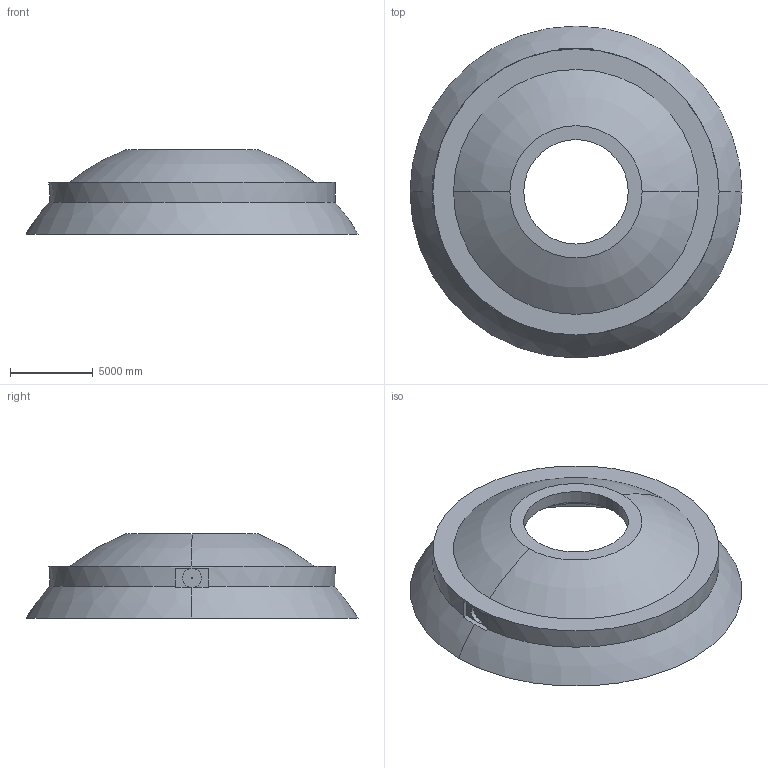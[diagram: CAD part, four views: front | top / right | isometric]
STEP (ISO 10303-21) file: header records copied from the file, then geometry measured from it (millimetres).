
FILE_DESCRIPTION(('produced by SPATIAL CORP'),'2;1');
FILE_NAME( 'inner_mallocta.step.hh.sat.stp','2002-04-22T10:02:37+00:00',( 'SPATIAL CORP'),('SPATIAL CORP'),'ACIS STEP Husk', 'http://www.spatial.com','SPATIAL CORP');
FILE_SCHEMA(('CONFIG_CONTROL_DESIGN'));
Length unit declared in the file: millimetre
Products named in the file (1): PRODUCT_ID_1
Bounding box: 20022.51 x 20022.51 x 5070 mm (x, y, z)
Volume: 377337931087.4 mm3; surface area: 826700878.3 mm2
Topology: 1 solids, 1 shells, 53 faces, 122 edges, 75 vertices
Faces by surface type: cylinder 23, plane 22, sphere 8
Entity records: 1940 total; most frequent: CARTESIAN_POINT 754, ORIENTED_EDGE 244, DIRECTION 211, EDGE_CURVE 122, AXIS2_PLACEMENT_3D 84, VERTEX_POINT 75, EDGE_LOOP 63, FACE_BOUND 63
